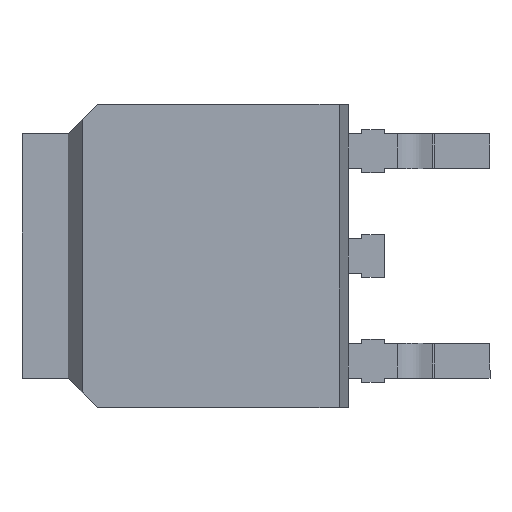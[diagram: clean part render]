
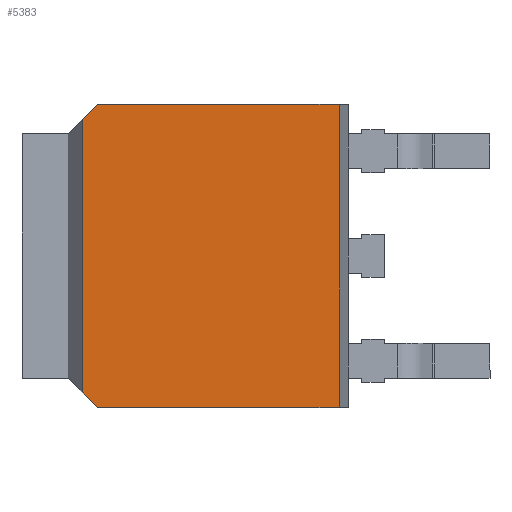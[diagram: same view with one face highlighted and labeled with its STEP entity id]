
A CAD part, top view. The second image highlights one B-rep face of the part: STEP entity #5383.
In plain terms, the highlighted planar face has unit normal (0, 0, 1).
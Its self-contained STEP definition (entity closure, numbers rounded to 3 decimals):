
#295 = EDGE_CURVE ( 'NONE', #12707, #6837, #357, .T. ) ;
#357 = LINE ( 'NONE', #1459, #3812 ) ;
#612 = CARTESIAN_POINT ( 'NONE',  ( 2.85, 3.3, 2.3 ) ) ;
#981 = CARTESIAN_POINT ( 'NONE',  ( -2.75, -2.665, 2.3 ) ) ;
#1339 = DIRECTION ( 'NONE',  ( 1., 0., 0. ) ) ;
#1459 = CARTESIAN_POINT ( 'NONE',  ( 2.85, 3.3, 2.3 ) ) ;
#1763 = VERTEX_POINT ( 'NONE', #11312 ) ;
#1781 = LINE ( 'NONE', #9606, #13592 ) ;
#1847 = ORIENTED_EDGE ( 'NONE', *, *, #295, .T. ) ;
#1905 = CARTESIAN_POINT ( 'NONE',  ( 0., 0., 2.3 ) ) ;
#2004 = VECTOR ( 'NONE', #3147, 1000. ) ;
#2984 = ORIENTED_EDGE ( 'NONE', *, *, #12708, .T. ) ;
#3062 = DIRECTION ( 'NONE',  ( 0., 1., 0. ) ) ;
#3147 = DIRECTION ( 'NONE',  ( -0.707, -0.707, 0. ) ) ;
#3629 = CARTESIAN_POINT ( 'NONE',  ( 2.85, -3.3, 2.3 ) ) ;
#3812 = VECTOR ( 'NONE', #10388, 1000. ) ;
#4230 = VECTOR ( 'NONE', #12313, 1000. ) ;
#4290 = LINE ( 'NONE', #981, #13359 ) ;
#4397 = LINE ( 'NONE', #7682, #2004 ) ;
#5383 = ADVANCED_FACE ( 'NONE', ( #6227 ), #9666, .T. ) ;
#5571 = CARTESIAN_POINT ( 'NONE',  ( -2.415, -3.3, 2.3 ) ) ;
#5595 = AXIS2_PLACEMENT_3D ( 'NONE', #1905, #10683, #3062 ) ;
#5639 = EDGE_LOOP ( 'NONE', ( #8758, #1847, #14093, #13935, #10037, #2984 ) ) ;
#6227 = FACE_OUTER_BOUND ( 'NONE', #5639, .T. ) ;
#6837 = VERTEX_POINT ( 'NONE', #612 ) ;
#6864 = EDGE_CURVE ( 'NONE', #7988, #1763, #4290, .T. ) ;
#7039 = EDGE_CURVE ( 'NONE', #8378, #12707, #10058, .T. ) ;
#7495 = VECTOR ( 'NONE', #1339, 1000. ) ;
#7682 = CARTESIAN_POINT ( 'NONE',  ( -3.05, 2.665, 2.3 ) ) ;
#7988 = VERTEX_POINT ( 'NONE', #12974 ) ;
#8378 = VERTEX_POINT ( 'NONE', #9593 ) ;
#8522 = EDGE_CURVE ( 'NONE', #13983, #7988, #4397, .T. ) ;
#8758 = ORIENTED_EDGE ( 'NONE', *, *, #7039, .T. ) ;
#9183 = CARTESIAN_POINT ( 'NONE',  ( -2.415, 3.3, 2.3 ) ) ;
#9199 = LINE ( 'NONE', #11435, #4230 ) ;
#9593 = CARTESIAN_POINT ( 'NONE',  ( -2.415, -3.3, 2.3 ) ) ;
#9606 = CARTESIAN_POINT ( 'NONE',  ( -2.415, 3.3, 2.3 ) ) ;
#9666 = PLANE ( 'NONE',  #5595 ) ;
#9929 = DIRECTION ( 'NONE',  ( 0., -1., 0. ) ) ;
#10037 = ORIENTED_EDGE ( 'NONE', *, *, #6864, .T. ) ;
#10058 = LINE ( 'NONE', #5571, #7495 ) ;
#10388 = DIRECTION ( 'NONE',  ( 0., 1., 0. ) ) ;
#10683 = DIRECTION ( 'NONE',  ( 0., 0., 1. ) ) ;
#11312 = CARTESIAN_POINT ( 'NONE',  ( -2.75, -2.965, 2.3 ) ) ;
#11435 = CARTESIAN_POINT ( 'NONE',  ( -2.415, -3.3, 2.3 ) ) ;
#12313 = DIRECTION ( 'NONE',  ( 0.707, -0.707, 0. ) ) ;
#12707 = VERTEX_POINT ( 'NONE', #3629 ) ;
#12708 = EDGE_CURVE ( 'NONE', #1763, #8378, #9199, .T. ) ;
#12974 = CARTESIAN_POINT ( 'NONE',  ( -2.75, 2.965, 2.3 ) ) ;
#13269 = EDGE_CURVE ( 'NONE', #6837, #13983, #1781, .T. ) ;
#13359 = VECTOR ( 'NONE', #9929, 1000. ) ;
#13592 = VECTOR ( 'NONE', #14066, 1000. ) ;
#13935 = ORIENTED_EDGE ( 'NONE', *, *, #8522, .T. ) ;
#13983 = VERTEX_POINT ( 'NONE', #9183 ) ;
#14066 = DIRECTION ( 'NONE',  ( -1., 0., 0. ) ) ;
#14093 = ORIENTED_EDGE ( 'NONE', *, *, #13269, .T. ) ;
